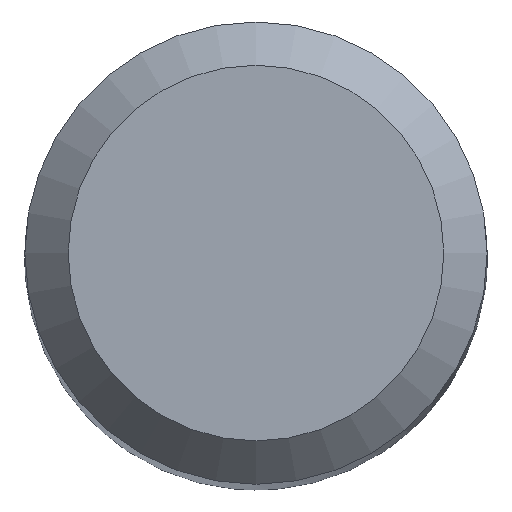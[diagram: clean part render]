
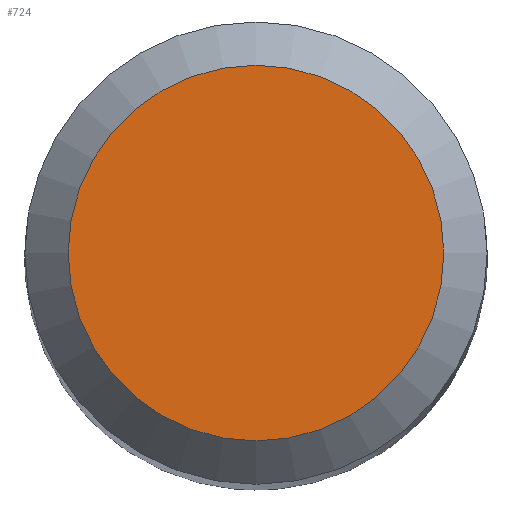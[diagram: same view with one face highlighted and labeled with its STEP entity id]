
A CAD part, top view. The second image highlights one B-rep face of the part: STEP entity #724.
In plain terms, the highlighted planar face has unit normal (0, 0, 1).
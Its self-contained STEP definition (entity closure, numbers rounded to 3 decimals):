
#529=PLANE('',#2212);
#607=FACE_OUTER_BOUND('',#925,.T.);
#724=ADVANCED_FACE('NONE',(#607),#529,.T.);
#866=CIRCLE('',#2210,6.497);
#925=EDGE_LOOP('',(#1066));
#1066=ORIENTED_EDGE('',*,*,#1866,.T.);
#1668=VERTEX_POINT('',#3219);
#1866=EDGE_CURVE('NONE',#1668,#1668,#866,.T.);
#2210=AXIS2_PLACEMENT_3D('',#3218,#2376,#2377);
#2212=AXIS2_PLACEMENT_3D('',#3221,#2380,#2381);
#2376=DIRECTION('',(0.,0.,1.));
#2377=DIRECTION('',(1.,0.,0.));
#2380=DIRECTION('',(0.,0.,1.));
#2381=DIRECTION('',(1.,0.,0.));
#3218=CARTESIAN_POINT('',(0.,0.,0.));
#3219=CARTESIAN_POINT('',(6.497,0.,0.));
#3221=CARTESIAN_POINT('',(0.,6.497,0.));
